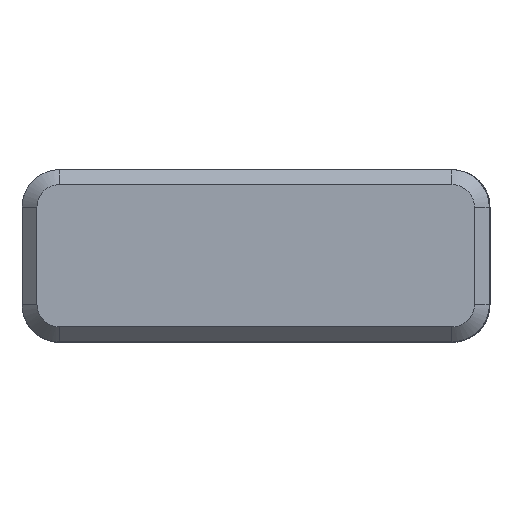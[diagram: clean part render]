
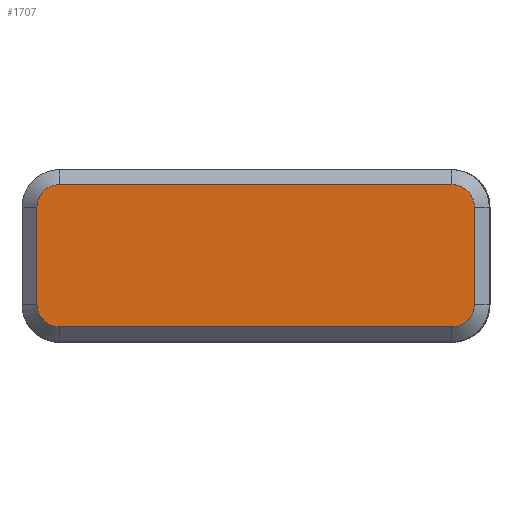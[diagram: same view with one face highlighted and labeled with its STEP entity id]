
A CAD part, top view. The second image highlights one B-rep face of the part: STEP entity #1707.
In plain terms, the highlighted free-form (B-spline) face has degree [1, 1] with [2, 2] control points.
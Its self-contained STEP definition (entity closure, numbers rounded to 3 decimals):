
#1236 = VERTEX_POINT('',#1237);
#1237 = CARTESIAN_POINT('',(-3.589,89.441,
    60.321));
#1242 = EDGE_CURVE('',#1236,#1243,#1245,.T.);
#1243 = VERTEX_POINT('',#1244);
#1244 = CARTESIAN_POINT('',(-7.178,93.03,
    60.321));
#1245 = ( BOUNDED_CURVE() B_SPLINE_CURVE(2,(#1246,#1247,#1248),
.UNSPECIFIED.,.F.,.F.) B_SPLINE_CURVE_WITH_KNOTS((3,3),(5.498,
7.069),.PIECEWISE_BEZIER_KNOTS.) CURVE() 
GEOMETRIC_REPRESENTATION_ITEM() RATIONAL_B_SPLINE_CURVE((1.,
0.707,1.)) REPRESENTATION_ITEM('') );
#1246 = CARTESIAN_POINT('',(-3.589,89.441,
    60.321));
#1247 = CARTESIAN_POINT('',(-7.178,89.441,
    60.321));
#1248 = CARTESIAN_POINT('',(-7.178,93.03,
    60.321));
#1267 = EDGE_CURVE('',#1243,#1268,#1270,.T.);
#1268 = VERTEX_POINT('',#1269);
#1269 = CARTESIAN_POINT('',(-7.178,108.583,
    60.321));
#1270 = B_SPLINE_CURVE_WITH_KNOTS('',1,(#1271,#1272),.UNSPECIFIED.,.F.,
  .F.,(2,2),(-7.62,5.38),.PIECEWISE_BEZIER_KNOTS.);
#1271 = CARTESIAN_POINT('',(-7.178,93.03,
    60.321));
#1272 = CARTESIAN_POINT('',(-7.178,108.583,
    60.321));
#1289 = EDGE_CURVE('',#1268,#1290,#1292,.T.);
#1290 = VERTEX_POINT('',#1291);
#1291 = CARTESIAN_POINT('',(-3.589,112.173,
    60.321));
#1292 = ( BOUNDED_CURVE() B_SPLINE_CURVE(2,(#1293,#1294,#1295),
.UNSPECIFIED.,.F.,.F.) B_SPLINE_CURVE_WITH_KNOTS((3,3),(5.498,
7.069),.PIECEWISE_BEZIER_KNOTS.) CURVE() 
GEOMETRIC_REPRESENTATION_ITEM() RATIONAL_B_SPLINE_CURVE((1.,
0.707,1.)) REPRESENTATION_ITEM('') );
#1293 = CARTESIAN_POINT('',(-7.178,108.583,
    60.321));
#1294 = CARTESIAN_POINT('',(-7.178,112.173,
    60.321));
#1295 = CARTESIAN_POINT('',(-3.589,112.173,
    60.321));
#1512 = VERTEX_POINT('',#1513);
#1513 = CARTESIAN_POINT('',(59.07,89.441,
    60.321));
#1518 = EDGE_CURVE('',#1512,#1236,#1519,.T.);
#1519 = B_SPLINE_CURVE_WITH_KNOTS('',1,(#1520,#1521),.UNSPECIFIED.,.F.,
  .F.,(2,2),(-38.874,13.5),.PIECEWISE_BEZIER_KNOTS.);
#1520 = CARTESIAN_POINT('',(59.07,89.441,
    60.321));
#1521 = CARTESIAN_POINT('',(-3.589,89.441,
    60.321));
#1535 = VERTEX_POINT('',#1536);
#1536 = CARTESIAN_POINT('',(62.659,93.03,
    60.321));
#1541 = EDGE_CURVE('',#1535,#1512,#1542,.T.);
#1542 = ( BOUNDED_CURVE() B_SPLINE_CURVE(2,(#1543,#1544,#1545),
.UNSPECIFIED.,.F.,.F.) B_SPLINE_CURVE_WITH_KNOTS((3,3),(5.498,
7.069),.PIECEWISE_BEZIER_KNOTS.) CURVE() 
GEOMETRIC_REPRESENTATION_ITEM() RATIONAL_B_SPLINE_CURVE((1.,
0.707,1.)) REPRESENTATION_ITEM('') );
#1543 = CARTESIAN_POINT('',(62.659,93.03,
    60.321));
#1544 = CARTESIAN_POINT('',(62.659,89.441,
    60.321));
#1545 = CARTESIAN_POINT('',(59.07,89.441,
    60.321));
#1567 = VERTEX_POINT('',#1568);
#1568 = CARTESIAN_POINT('',(62.659,108.583,
    60.321));
#1573 = EDGE_CURVE('',#1567,#1535,#1574,.T.);
#1574 = B_SPLINE_CURVE_WITH_KNOTS('',1,(#1575,#1576),.UNSPECIFIED.,.F.,
  .F.,(2,2),(-6.13,6.87),.PIECEWISE_BEZIER_KNOTS.);
#1575 = CARTESIAN_POINT('',(62.659,108.583,
    60.321));
#1576 = CARTESIAN_POINT('',(62.659,93.03,
    60.321));
#1593 = VERTEX_POINT('',#1594);
#1594 = CARTESIAN_POINT('',(59.07,112.173,
    60.321));
#1599 = EDGE_CURVE('',#1593,#1567,#1600,.T.);
#1600 = ( BOUNDED_CURVE() B_SPLINE_CURVE(2,(#1601,#1602,#1603),
.UNSPECIFIED.,.F.,.F.) B_SPLINE_CURVE_WITH_KNOTS((3,3),(5.498,
7.069),.PIECEWISE_BEZIER_KNOTS.) CURVE() 
GEOMETRIC_REPRESENTATION_ITEM() RATIONAL_B_SPLINE_CURVE((1.,
0.707,1.)) REPRESENTATION_ITEM('') );
#1601 = CARTESIAN_POINT('',(59.07,112.173,
    60.321));
#1602 = CARTESIAN_POINT('',(62.659,112.173,
    60.321));
#1603 = CARTESIAN_POINT('',(62.659,108.583,
    60.321));
#1622 = EDGE_CURVE('',#1290,#1593,#1623,.T.);
#1623 = B_SPLINE_CURVE_WITH_KNOTS('',1,(#1624,#1625),.UNSPECIFIED.,.F.,
  .F.,(2,2),(-13.5,38.874),.PIECEWISE_BEZIER_KNOTS.);
#1624 = CARTESIAN_POINT('',(-3.589,112.173,
    60.321));
#1625 = CARTESIAN_POINT('',(59.07,112.173,
    60.321));
#1707 = ADVANCED_FACE('',(#1708),#1718,.F.);
#1708 = FACE_BOUND('',#1709,.T.);
#1709 = EDGE_LOOP('',(#1710,#1711,#1712,#1713,#1714,#1715,#1716,#1717));
#1710 = ORIENTED_EDGE('',*,*,#1518,.F.);
#1711 = ORIENTED_EDGE('',*,*,#1541,.F.);
#1712 = ORIENTED_EDGE('',*,*,#1573,.F.);
#1713 = ORIENTED_EDGE('',*,*,#1599,.F.);
#1714 = ORIENTED_EDGE('',*,*,#1622,.F.);
#1715 = ORIENTED_EDGE('',*,*,#1289,.F.);
#1716 = ORIENTED_EDGE('',*,*,#1267,.F.);
#1717 = ORIENTED_EDGE('',*,*,#1242,.F.);
#1718 = B_SPLINE_SURFACE_WITH_KNOTS('',1,1,(
    (#1719,#1720)
    ,(#1721,#1722
    )),.UNSPECIFIED.,.F.,.F.,.F.,(2,2),(2,2),(-36.374,
    22.),(-10.24,8.76),
  .PIECEWISE_BEZIER_KNOTS.);
#1719 = CARTESIAN_POINT('',(62.659,89.441,
    60.321));
#1720 = CARTESIAN_POINT('',(62.659,112.173,
    60.321));
#1721 = CARTESIAN_POINT('',(-7.178,89.441,
    60.321));
#1722 = CARTESIAN_POINT('',(-7.178,112.173,
    60.321));
